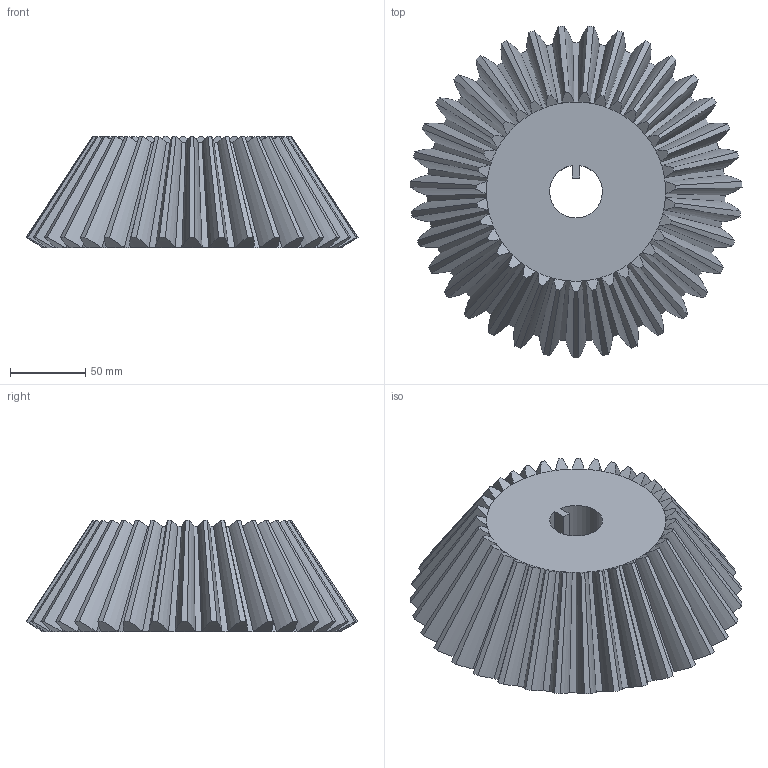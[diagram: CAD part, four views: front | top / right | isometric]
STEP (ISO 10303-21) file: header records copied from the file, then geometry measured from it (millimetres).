
FILE_DESCRIPTION(/* description */ (''),/* implementation_level */ '2;1');
FILE_NAME(/* name */ 'Bevel Gear1.stp',/* time_stamp */ '2019-07-28T21:32:08+07:00',/* author */ ('aziz99'),/* organization */ (''),/* preprocessor_version */ 'ST-DEVELOPER v16.1',/* originating_system */ 'Autodesk Inventor 2016',/* authorisation */ '');
FILE_SCHEMA (('AUTOMOTIVE_DESIGN { 1 0 10303 214 3 1 1 }'));
Length unit declared in the file: millimetre
Products named in the file (1): Bevel Gear1
Bounding box: 220.15 x 219.94 x 74 mm (x, y, z)
Volume: 1565937.3 mm3; surface area: 137363.8 mm2
Topology: 1 solids, 1 shells, 216 faces, 502 edges, 288 vertices
Faces by surface type: cone 140, bspline 70, plane 5, cylinder 1
Entity records: 7838 total; most frequent: CARTESIAN_POINT 3549, ORIENTED_EDGE 1004, DIRECTION 728, EDGE_CURVE 502, AXIS2_PLACEMENT_3D 359, VERTEX_POINT 288, B_SPLINE_CURVE_WITH_KNOTS 280, EDGE_LOOP 218
